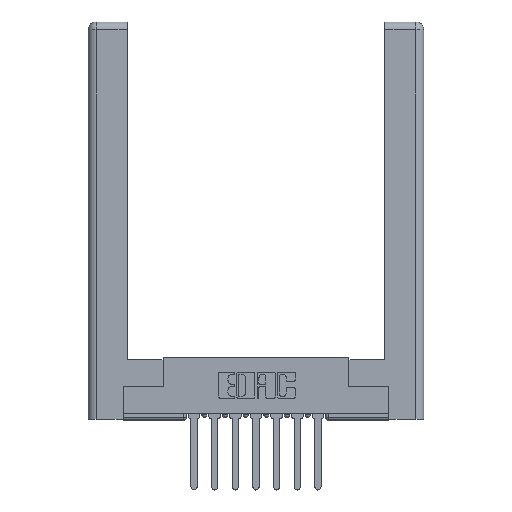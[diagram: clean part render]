
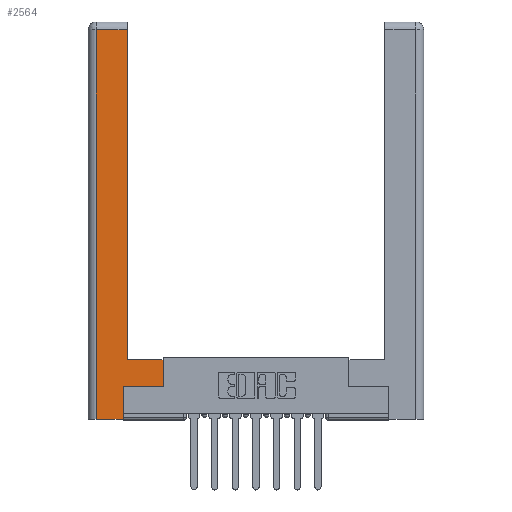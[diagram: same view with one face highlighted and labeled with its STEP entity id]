
A CAD part, top view. The second image highlights one B-rep face of the part: STEP entity #2564.
In plain terms, the highlighted planar face has unit normal (0, 0, 1).
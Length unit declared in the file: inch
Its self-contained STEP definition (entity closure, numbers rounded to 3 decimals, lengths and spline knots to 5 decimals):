
#24 = CARTESIAN_POINT ( 'NONE',  ( 0., 0., 0. ) ) ;
#132 = VECTOR ( 'NONE', #3127, 39.37008 ) ;
#367 = VECTOR ( 'NONE', #10554, 39.37008 ) ;
#516 = EDGE_CURVE ( 'NONE', #5956, #4388, #5367, .T. ) ;
#601 = EDGE_CURVE ( 'NONE', #1217, #8151, #1195, .T. ) ;
#945 = CARTESIAN_POINT ( 'NONE',  ( 0.565, 0.245, 0. ) ) ;
#1052 = ORIENTED_EDGE ( 'NONE', *, *, #9300, .T. ) ;
#1171 = CARTESIAN_POINT ( 'NONE',  ( 0.0615, 2.94, 0. ) ) ;
#1195 = LINE ( 'NONE', #6222, #2635 ) ;
#1217 = VERTEX_POINT ( 'NONE', #10515 ) ;
#1560 = DIRECTION ( 'NONE',  ( 0., 1., 0. ) ) ;
#1955 = DIRECTION ( 'NONE',  ( -1., 0., 0. ) ) ;
#2422 = ORIENTED_EDGE ( 'NONE', *, *, #12644, .T. ) ;
#2564 = ADVANCED_FACE ( 'NONE', ( #5315 ), #5126, .F. ) ;
#2635 = VECTOR ( 'NONE', #7109, 39.37008 ) ;
#2827 = ORIENTED_EDGE ( 'NONE', *, *, #10566, .T. ) ;
#2997 = CARTESIAN_POINT ( 'NONE',  ( 0.0615, 0., 0. ) ) ;
#3048 = VERTEX_POINT ( 'NONE', #2997 ) ;
#3078 = LINE ( 'NONE', #7029, #6464 ) ;
#3079 = DIRECTION ( 'NONE',  ( 1., 0., 0. ) ) ;
#3093 = LINE ( 'NONE', #4292, #367 ) ;
#3127 = DIRECTION ( 'NONE',  ( 0., 1., 0. ) ) ;
#3152 = VECTOR ( 'NONE', #7696, 39.37008 ) ;
#3428 = LINE ( 'NONE', #3882, #4210 ) ;
#3882 = CARTESIAN_POINT ( 'NONE',  ( 0.295, 0.45, 0. ) ) ;
#4210 = VECTOR ( 'NONE', #11362, 39.37008 ) ;
#4292 = CARTESIAN_POINT ( 'NONE',  ( 0.0615, 0., 0. ) ) ;
#4388 = VERTEX_POINT ( 'NONE', #1171 ) ;
#4689 = CARTESIAN_POINT ( 'NONE',  ( 0.565, 0.245, 0. ) ) ;
#4917 = ORIENTED_EDGE ( 'NONE', *, *, #516, .T. ) ;
#4957 = VERTEX_POINT ( 'NONE', #945 ) ;
#5126 = PLANE ( 'NONE',  #6830 ) ;
#5315 = FACE_OUTER_BOUND ( 'NONE', #9301, .T. ) ;
#5367 = LINE ( 'NONE', #5973, #7308 ) ;
#5552 = ORIENTED_EDGE ( 'NONE', *, *, #601, .T. ) ;
#5956 = VERTEX_POINT ( 'NONE', #7433 ) ;
#5973 = CARTESIAN_POINT ( 'NONE',  ( 0.0615, 2.94, 0. ) ) ;
#6138 = CARTESIAN_POINT ( 'NONE',  ( 0.565, 0.45, 0. ) ) ;
#6222 = CARTESIAN_POINT ( 'NONE',  ( 0.265, 0.245, 0. ) ) ;
#6464 = VECTOR ( 'NONE', #3079, 39.37008 ) ;
#6489 = CARTESIAN_POINT ( 'NONE',  ( 0.565, 0.45, 0. ) ) ;
#6830 = AXIS2_PLACEMENT_3D ( 'NONE', #24, #7197, #8213 ) ;
#7029 = CARTESIAN_POINT ( 'NONE',  ( 0.265, 0., 0. ) ) ;
#7109 = DIRECTION ( 'NONE',  ( 0., 1., 0. ) ) ;
#7197 = DIRECTION ( 'NONE',  ( 0., 0., -1. ) ) ;
#7308 = VECTOR ( 'NONE', #1955, 39.37008 ) ;
#7433 = CARTESIAN_POINT ( 'NONE',  ( 0.295, 2.94, 0. ) ) ;
#7539 = CARTESIAN_POINT ( 'NONE',  ( 0.295, 3., 0. ) ) ;
#7696 = DIRECTION ( 'NONE',  ( 1., 0., 0. ) ) ;
#7780 = EDGE_CURVE ( 'NONE', #4957, #11560, #13007, .T. ) ;
#7928 = VECTOR ( 'NONE', #1560, 39.37008 ) ;
#8151 = VERTEX_POINT ( 'NONE', #12908 ) ;
#8213 = DIRECTION ( 'NONE',  ( -1., 0., 0. ) ) ;
#8908 = ORIENTED_EDGE ( 'NONE', *, *, #13042, .T. ) ;
#9300 = EDGE_CURVE ( 'NONE', #8151, #4957, #12516, .T. ) ;
#9301 = EDGE_LOOP ( 'NONE', ( #2827, #4917, #2422, #8908, #5552, #1052, #13009, #12635 ) ) ;
#10515 = CARTESIAN_POINT ( 'NONE',  ( 0.265, 0., 0. ) ) ;
#10554 = DIRECTION ( 'NONE',  ( 0., -1., 0. ) ) ;
#10566 = EDGE_CURVE ( 'NONE', #12554, #5956, #11862, .T. ) ;
#11250 = CARTESIAN_POINT ( 'NONE',  ( 0.295, 0.45, 0. ) ) ;
#11362 = DIRECTION ( 'NONE',  ( -1., 0., 0. ) ) ;
#11401 = EDGE_CURVE ( 'NONE', #11560, #12554, #3428, .T. ) ;
#11560 = VERTEX_POINT ( 'NONE', #6489 ) ;
#11862 = LINE ( 'NONE', #7539, #7928 ) ;
#12516 = LINE ( 'NONE', #4689, #3152 ) ;
#12554 = VERTEX_POINT ( 'NONE', #11250 ) ;
#12635 = ORIENTED_EDGE ( 'NONE', *, *, #11401, .T. ) ;
#12644 = EDGE_CURVE ( 'NONE', #4388, #3048, #3093, .T. ) ;
#12908 = CARTESIAN_POINT ( 'NONE',  ( 0.265, 0.245, 0. ) ) ;
#13007 = LINE ( 'NONE', #6138, #132 ) ;
#13009 = ORIENTED_EDGE ( 'NONE', *, *, #7780, .T. ) ;
#13042 = EDGE_CURVE ( 'NONE', #3048, #1217, #3078, .T. ) ;
